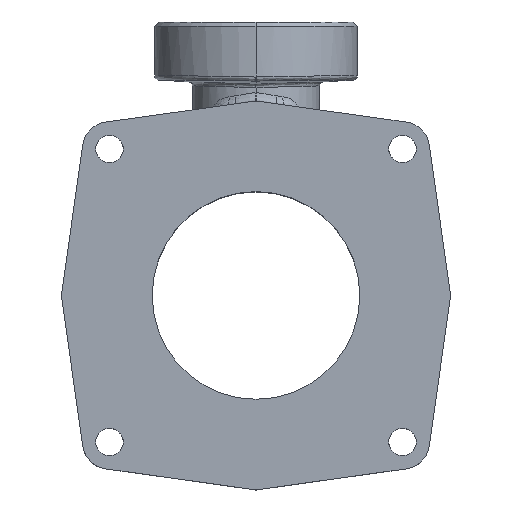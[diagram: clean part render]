
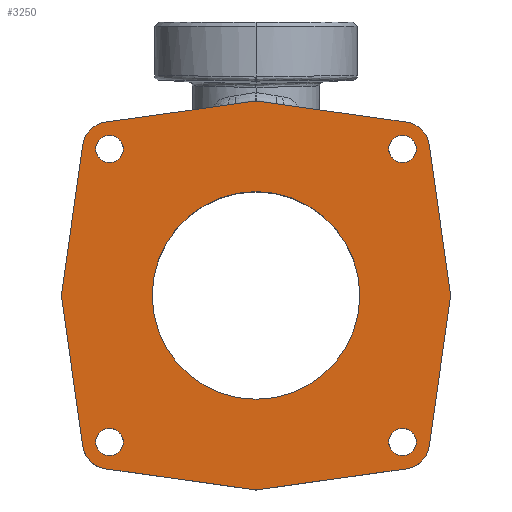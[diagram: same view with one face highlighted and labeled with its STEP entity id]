
A CAD part, top view. The second image highlights one B-rep face of the part: STEP entity #3250.
In plain terms, the highlighted planar face has unit normal (0, 0, 1).
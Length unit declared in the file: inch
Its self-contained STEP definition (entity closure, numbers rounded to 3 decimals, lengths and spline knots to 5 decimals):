
#1=DIRECTION('',(0.99,-0.139,0.));
#2=VECTOR('',#1,2.23085);
#3=CARTESIAN_POINT('',(-2.21777,-2.56331,-0.1035));
#4=LINE('',#3,#2);
#17=CARTESIAN_POINT('',(0.,0.,-0.1035));
#18=DIRECTION('',(0.,0.,-1.));
#19=DIRECTION('',(-1.,0.,0.));
#20=AXIS2_PLACEMENT_3D('',#17,#18,#19);
#22=CARTESIAN_POINT('',(0.,0.,-0.1035));
#23=DIRECTION('',(0.,0.,-1.));
#24=DIRECTION('',(1.,0.,0.));
#25=AXIS2_PLACEMENT_3D('',#22,#23,#24);
#27=CARTESIAN_POINT('',(2.16551,2.16551,-0.1035));
#28=DIRECTION('',(0.,0.,-1.));
#29=DIRECTION('',(-1.,0.,0.));
#30=AXIS2_PLACEMENT_3D('',#27,#28,#29);
#32=CARTESIAN_POINT('',(2.16551,2.16551,-0.1035));
#33=DIRECTION('',(0.,0.,-1.));
#34=DIRECTION('',(1.,0.,0.));
#35=AXIS2_PLACEMENT_3D('',#32,#33,#34);
#37=CARTESIAN_POINT('',(2.16551,-2.16551,-0.1035));
#38=DIRECTION('',(0.,0.,-1.));
#39=DIRECTION('',(-1.,0.,0.));
#40=AXIS2_PLACEMENT_3D('',#37,#38,#39);
#42=CARTESIAN_POINT('',(2.16551,-2.16551,-0.1035));
#43=DIRECTION('',(0.,0.,-1.));
#44=DIRECTION('',(1.,0.,0.));
#45=AXIS2_PLACEMENT_3D('',#42,#43,#44);
#47=CARTESIAN_POINT('',(-2.16551,-2.16551,-0.1035));
#48=DIRECTION('',(0.,0.,-1.));
#49=DIRECTION('',(-1.,0.,0.));
#50=AXIS2_PLACEMENT_3D('',#47,#48,#49);
#52=CARTESIAN_POINT('',(-2.16551,-2.16551,-0.1035));
#53=DIRECTION('',(0.,0.,-1.));
#54=DIRECTION('',(1.,0.,0.));
#55=AXIS2_PLACEMENT_3D('',#52,#53,#54);
#57=CARTESIAN_POINT('',(-2.16551,2.16551,-0.1035));
#58=DIRECTION('',(0.,0.,-1.));
#59=DIRECTION('',(-1.,0.,0.));
#60=AXIS2_PLACEMENT_3D('',#57,#58,#59);
#62=CARTESIAN_POINT('',(-2.16551,2.16551,-0.1035));
#63=DIRECTION('',(0.,0.,-1.));
#64=DIRECTION('',(1.,0.,0.));
#65=AXIS2_PLACEMENT_3D('',#62,#63,#64);
#67=CARTESIAN_POINT('',(-2.16126,-2.16126,-0.1035));
#68=DIRECTION('',(0.,0.,-1.));
#69=DIRECTION('',(-0.139,-0.99,0.));
#70=AXIS2_PLACEMENT_3D('',#67,#68,#69);
#197=CARTESIAN_POINT('',(0.,-2.81239,-0.1035));
#198=DIRECTION('',(0.,0.,1.));
#199=DIRECTION('',(-0.139,-0.99,0.));
#200=AXIS2_PLACEMENT_3D('',#197,#198,#199);
#207=DIRECTION('',(-0.99,-0.139,0.));
#208=VECTOR('',#207,2.23085);
#209=CARTESIAN_POINT('',(2.21777,-2.56331,-0.1035));
#210=LINE('',#209,#208);
#223=CARTESIAN_POINT('',(2.16126,-2.16126,-0.1035));
#224=DIRECTION('',(0.,0.,1.));
#225=DIRECTION('',(0.139,-0.99,0.));
#226=AXIS2_PLACEMENT_3D('',#223,#224,#225);
#238=DIRECTION('',(-0.139,-0.99,0.));
#239=VECTOR('',#238,2.23085);
#240=CARTESIAN_POINT('',(2.87379,-0.00863,-0.1035));
#241=LINE('',#240,#239);
#254=CARTESIAN_POINT('',(2.81239,0.,-0.1035));
#255=DIRECTION('',(0.,0.,-1.));
#256=DIRECTION('',(0.99,0.139,0.));
#257=AXIS2_PLACEMENT_3D('',#254,#255,#256);
#259=DIRECTION('',(0.139,-0.99,0.));
#260=VECTOR('',#259,2.23066);
#261=CARTESIAN_POINT('',(2.56334,2.21758,-0.1035));
#262=LINE('',#261,#260);
#275=CARTESIAN_POINT('',(2.16104,2.16104,-0.1035));
#276=DIRECTION('',(0.,0.,1.));
#277=DIRECTION('',(0.99,0.139,0.));
#278=AXIS2_PLACEMENT_3D('',#275,#276,#277);
#290=DIRECTION('',(0.99,-0.139,0.));
#291=VECTOR('',#290,2.23066);
#292=CARTESIAN_POINT('',(0.00863,2.87379,-0.1035));
#293=LINE('',#292,#291);
#316=CARTESIAN_POINT('',(0.,2.81239,-0.1035));
#317=DIRECTION('',(0.,0.,1.));
#318=DIRECTION('',(0.139,0.99,0.));
#319=AXIS2_PLACEMENT_3D('',#316,#317,#318);
#326=DIRECTION('',(-0.99,-0.139,0.));
#327=VECTOR('',#326,2.23085);
#328=CARTESIAN_POINT('',(-0.00863,2.87379,-0.1035));
#329=LINE('',#328,#327);
#352=CARTESIAN_POINT('',(-2.16126,2.16126,-0.1035));
#353=DIRECTION('',(0.,0.,-1.));
#354=DIRECTION('',(-0.99,0.139,0.));
#355=AXIS2_PLACEMENT_3D('',#352,#353,#354);
#367=DIRECTION('',(-0.139,-0.99,0.));
#368=VECTOR('',#367,2.23085);
#369=CARTESIAN_POINT('',(-2.56331,2.21777,-0.1035));
#370=LINE('',#369,#368);
#383=CARTESIAN_POINT('',(-2.81239,0.,-0.1035));
#384=DIRECTION('',(0.,0.,1.));
#385=DIRECTION('',(-0.99,0.139,0.));
#386=AXIS2_PLACEMENT_3D('',#383,#384,#385);
#393=DIRECTION('',(0.139,-0.99,0.));
#394=VECTOR('',#393,2.23085);
#395=CARTESIAN_POINT('',(-2.87379,-0.00863,-0.1035));
#396=LINE('',#395,#394);
#3018=CARTESIAN_POINT('',(-2.21777,-2.56331,-0.1035));
#3019=CARTESIAN_POINT('',(-0.00863,-2.87379,-0.1035));
#3020=VERTEX_POINT('',#3018);
#3021=VERTEX_POINT('',#3019);
#3022=CARTESIAN_POINT('',(-2.87379,-0.00863,-0.1035));
#3023=CARTESIAN_POINT('',(-2.56331,-2.21777,-0.1035));
#3024=VERTEX_POINT('',#3022);
#3025=VERTEX_POINT('',#3023);
#3026=CARTESIAN_POINT('',(-2.56331,2.21777,-0.1035));
#3027=CARTESIAN_POINT('',(-2.87379,0.00863,-0.1035));
#3028=VERTEX_POINT('',#3026);
#3029=VERTEX_POINT('',#3027);
#3030=CARTESIAN_POINT('',(-0.00863,2.87379,-0.1035));
#3031=CARTESIAN_POINT('',(-2.21777,2.56331,-0.1035));
#3032=VERTEX_POINT('',#3030);
#3033=VERTEX_POINT('',#3031);
#3034=CARTESIAN_POINT('',(2.21777,-2.56331,-0.1035));
#3035=CARTESIAN_POINT('',(0.00863,-2.87379,-0.1035));
#3036=VERTEX_POINT('',#3034);
#3037=VERTEX_POINT('',#3035);
#3038=CARTESIAN_POINT('',(2.87379,-0.00863,-0.1035));
#3039=CARTESIAN_POINT('',(2.56331,-2.21777,-0.1035));
#3040=VERTEX_POINT('',#3038);
#3041=VERTEX_POINT('',#3039);
#3042=CARTESIAN_POINT('',(2.56334,2.21758,-0.1035));
#3043=CARTESIAN_POINT('',(2.87379,0.00863,-0.1035));
#3044=VERTEX_POINT('',#3042);
#3045=VERTEX_POINT('',#3043);
#3046=CARTESIAN_POINT('',(0.00863,2.87379,-0.1035));
#3047=CARTESIAN_POINT('',(2.21758,2.56334,-0.1035));
#3048=VERTEX_POINT('',#3046);
#3049=VERTEX_POINT('',#3047);
#3078=CARTESIAN_POINT('',(-1.53425,0.,-0.1035));
#3079=CARTESIAN_POINT('',(1.53425,0.,-0.1035));
#3080=VERTEX_POINT('',#3078);
#3081=VERTEX_POINT('',#3079);
#3084=CARTESIAN_POINT('',(1.96251,2.16551,-0.1035));
#3085=CARTESIAN_POINT('',(2.36851,2.16551,-0.1035));
#3086=VERTEX_POINT('',#3084);
#3087=VERTEX_POINT('',#3085);
#3090=CARTESIAN_POINT('',(1.96251,-2.16551,-0.1035));
#3091=CARTESIAN_POINT('',(2.36851,-2.16551,-0.1035));
#3092=VERTEX_POINT('',#3090);
#3093=VERTEX_POINT('',#3091);
#3096=CARTESIAN_POINT('',(-2.36851,-2.16551,-0.1035));
#3097=CARTESIAN_POINT('',(-1.96251,-2.16551,-0.1035));
#3098=VERTEX_POINT('',#3096);
#3099=VERTEX_POINT('',#3097);
#3102=CARTESIAN_POINT('',(-2.36851,2.16551,-0.1035));
#3103=CARTESIAN_POINT('',(-1.96251,2.16551,-0.1035));
#3104=VERTEX_POINT('',#3102);
#3105=VERTEX_POINT('',#3103);
#3182=CARTESIAN_POINT('',(0.,0.,-0.1035));
#3183=DIRECTION('',(0.,0.,1.));
#3184=DIRECTION('',(1.,0.,0.));
#3185=AXIS2_PLACEMENT_3D('',#3182,#3183,#3184);
#3186=PLANE('',#3185);
#3187=ORIENTED_EDGE('',*,*,#3171,.F.);
#3189=ORIENTED_EDGE('',*,*,#3188,.T.);
#3191=ORIENTED_EDGE('',*,*,#3190,.F.);
#3193=ORIENTED_EDGE('',*,*,#3192,.F.);
#3195=ORIENTED_EDGE('',*,*,#3194,.F.);
#3197=ORIENTED_EDGE('',*,*,#3196,.T.);
#3199=ORIENTED_EDGE('',*,*,#3198,.F.);
#3201=ORIENTED_EDGE('',*,*,#3200,.F.);
#3203=ORIENTED_EDGE('',*,*,#3202,.T.);
#3205=ORIENTED_EDGE('',*,*,#3204,.F.);
#3207=ORIENTED_EDGE('',*,*,#3206,.T.);
#3209=ORIENTED_EDGE('',*,*,#3208,.T.);
#3211=ORIENTED_EDGE('',*,*,#3210,.T.);
#3213=ORIENTED_EDGE('',*,*,#3212,.F.);
#3215=ORIENTED_EDGE('',*,*,#3214,.T.);
#3217=ORIENTED_EDGE('',*,*,#3216,.F.);
#3218=EDGE_LOOP('',(#3187,#3189,#3191,#3193,#3195,#3197,#3199,#3201,#3203,#3205,
#3207,#3209,#3211,#3213,#3215,#3217));
#3219=FACE_OUTER_BOUND('',#3218,.F.);
#3221=ORIENTED_EDGE('',*,*,#3220,.F.);
#3223=ORIENTED_EDGE('',*,*,#3222,.F.);
#3224=EDGE_LOOP('',(#3221,#3223));
#3225=FACE_BOUND('',#3224,.F.);
#3227=ORIENTED_EDGE('',*,*,#3226,.F.);
#3229=ORIENTED_EDGE('',*,*,#3228,.F.);
#3230=EDGE_LOOP('',(#3227,#3229));
#3231=FACE_BOUND('',#3230,.F.);
#3233=ORIENTED_EDGE('',*,*,#3232,.F.);
#3235=ORIENTED_EDGE('',*,*,#3234,.F.);
#3236=EDGE_LOOP('',(#3233,#3235));
#3237=FACE_BOUND('',#3236,.F.);
#3239=ORIENTED_EDGE('',*,*,#3238,.F.);
#3241=ORIENTED_EDGE('',*,*,#3240,.F.);
#3242=EDGE_LOOP('',(#3239,#3241));
#3243=FACE_BOUND('',#3242,.F.);
#3245=ORIENTED_EDGE('',*,*,#3244,.F.);
#3247=ORIENTED_EDGE('',*,*,#3246,.F.);
#3248=EDGE_LOOP('',(#3245,#3247));
#3249=FACE_BOUND('',#3248,.F.);
#21=CIRCLE('',#20,1.53425);
#26=CIRCLE('',#25,1.53425);
#31=CIRCLE('',#30,0.203);
#36=CIRCLE('',#35,0.203);
#41=CIRCLE('',#40,0.203);
#46=CIRCLE('',#45,0.203);
#51=CIRCLE('',#50,0.203);
#56=CIRCLE('',#55,0.203);
#61=CIRCLE('',#60,0.203);
#66=CIRCLE('',#65,0.203);
#71=CIRCLE('',#70,0.406);
#201=CIRCLE('',#200,0.062);
#227=CIRCLE('',#226,0.406);
#258=CIRCLE('',#257,0.062);
#279=CIRCLE('',#278,0.40625);
#320=CIRCLE('',#319,0.062);
#356=CIRCLE('',#355,0.406);
#387=CIRCLE('',#386,0.062);
#3171=EDGE_CURVE('',#3020,#3021,#4,.T.);
#3188=EDGE_CURVE('',#3020,#3025,#71,.T.);
#3190=EDGE_CURVE('',#3024,#3025,#396,.T.);
#3192=EDGE_CURVE('',#3029,#3024,#387,.T.);
#3194=EDGE_CURVE('',#3028,#3029,#370,.T.);
#3196=EDGE_CURVE('',#3028,#3033,#356,.T.);
#3198=EDGE_CURVE('',#3032,#3033,#329,.T.);
#3200=EDGE_CURVE('',#3048,#3032,#320,.T.);
#3202=EDGE_CURVE('',#3048,#3049,#293,.T.);
#3204=EDGE_CURVE('',#3044,#3049,#279,.T.);
#3206=EDGE_CURVE('',#3044,#3045,#262,.T.);
#3208=EDGE_CURVE('',#3045,#3040,#258,.T.);
#3210=EDGE_CURVE('',#3040,#3041,#241,.T.);
#3212=EDGE_CURVE('',#3036,#3041,#227,.T.);
#3214=EDGE_CURVE('',#3036,#3037,#210,.T.);
#3216=EDGE_CURVE('',#3021,#3037,#201,.T.);
#3220=EDGE_CURVE('',#3080,#3081,#21,.T.);
#3222=EDGE_CURVE('',#3081,#3080,#26,.T.);
#3226=EDGE_CURVE('',#3086,#3087,#31,.T.);
#3228=EDGE_CURVE('',#3087,#3086,#36,.T.);
#3232=EDGE_CURVE('',#3092,#3093,#41,.T.);
#3234=EDGE_CURVE('',#3093,#3092,#46,.T.);
#3238=EDGE_CURVE('',#3098,#3099,#51,.T.);
#3240=EDGE_CURVE('',#3099,#3098,#56,.T.);
#3244=EDGE_CURVE('',#3104,#3105,#61,.T.);
#3246=EDGE_CURVE('',#3105,#3104,#66,.T.);
#3250=ADVANCED_FACE('',(#3219,#3225,#3231,#3237,#3243,#3249),#3186,.T.);
